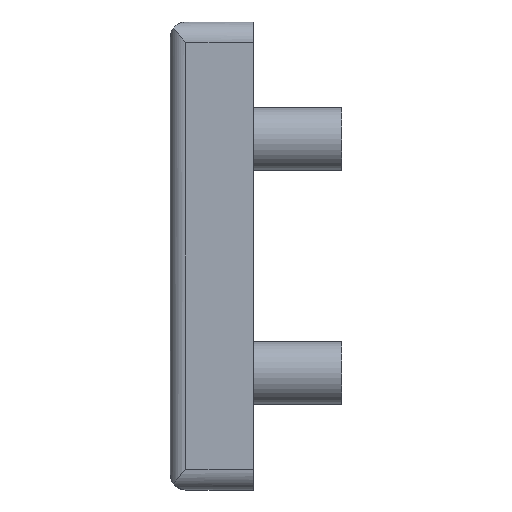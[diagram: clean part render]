
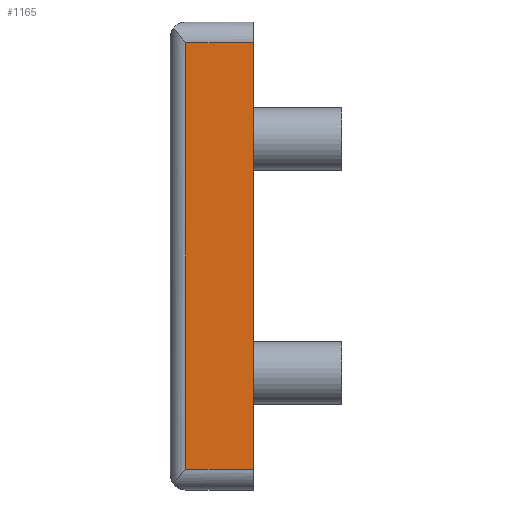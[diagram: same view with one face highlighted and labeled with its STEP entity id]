
A CAD part, left-side view. The second image highlights one B-rep face of the part: STEP entity #1165.
In plain terms, the highlighted planar face has unit normal (-1, 0, 0).
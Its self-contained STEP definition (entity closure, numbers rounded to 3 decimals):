
#38 = EDGE_LOOP ( 'NONE', ( #268, #266, #1366, #768 ) ) ;
#75 = VECTOR ( 'NONE', #1793, 1000. ) ;
#76 = CARTESIAN_POINT ( 'NONE',  ( -45., 13., 41. ) ) ;
#182 = FACE_OUTER_BOUND ( 'NONE', #38, .T. ) ;
#189 = CARTESIAN_POINT ( 'NONE',  ( -45., 0., -41. ) ) ;
#210 = AXIS2_PLACEMENT_3D ( 'NONE', #375, #1846, #1108 ) ;
#251 = LINE ( 'NONE', #1906, #1794 ) ;
#265 = DIRECTION ( 'NONE',  ( 0., 0., -1. ) ) ;
#266 = ORIENTED_EDGE ( 'NONE', *, *, #1407, .T. ) ;
#268 = ORIENTED_EDGE ( 'NONE', *, *, #1492, .T. ) ;
#272 = CARTESIAN_POINT ( 'NONE',  ( -45., 0., 41. ) ) ;
#286 = VERTEX_POINT ( 'NONE', #272 ) ;
#375 = CARTESIAN_POINT ( 'NONE',  ( -45., 0., 41. ) ) ;
#527 = LINE ( 'NONE', #76, #1249 ) ;
#558 = CARTESIAN_POINT ( 'NONE',  ( -45., 0., -41. ) ) ;
#568 = DIRECTION ( 'NONE',  ( 0., 1., 0. ) ) ;
#683 = EDGE_CURVE ( 'NONE', #725, #1038, #527, .T. ) ;
#725 = VERTEX_POINT ( 'NONE', #1439 ) ;
#768 = ORIENTED_EDGE ( 'NONE', *, *, #1267, .T. ) ;
#782 = CARTESIAN_POINT ( 'NONE',  ( -45., 13., -41. ) ) ;
#896 = LINE ( 'NONE', #1631, #75 ) ;
#962 = PLANE ( 'NONE',  #210 ) ;
#982 = DIRECTION ( 'NONE',  ( 0., -1., 0. ) ) ;
#1038 = VERTEX_POINT ( 'NONE', #782 ) ;
#1090 = VERTEX_POINT ( 'NONE', #189 ) ;
#1108 = DIRECTION ( 'NONE',  ( 0., 0., 1. ) ) ;
#1165 = ADVANCED_FACE ( 'NONE', ( #182 ), #962, .T. ) ;
#1173 = VECTOR ( 'NONE', #982, 1000. ) ;
#1249 = VECTOR ( 'NONE', #265, 1000. ) ;
#1267 = EDGE_CURVE ( 'NONE', #1038, #1090, #1824, .T. ) ;
#1366 = ORIENTED_EDGE ( 'NONE', *, *, #683, .T. ) ;
#1407 = EDGE_CURVE ( 'NONE', #286, #725, #251, .T. ) ;
#1439 = CARTESIAN_POINT ( 'NONE',  ( -45., 13., 41. ) ) ;
#1492 = EDGE_CURVE ( 'NONE', #1090, #286, #896, .T. ) ;
#1631 = CARTESIAN_POINT ( 'NONE',  ( -45., 0., 0. ) ) ;
#1793 = DIRECTION ( 'NONE',  ( 0., 0., 1. ) ) ;
#1794 = VECTOR ( 'NONE', #568, 1000. ) ;
#1824 = LINE ( 'NONE', #558, #1173 ) ;
#1846 = DIRECTION ( 'NONE',  ( -1., 0., 0. ) ) ;
#1906 = CARTESIAN_POINT ( 'NONE',  ( -45., 0., 41. ) ) ;
